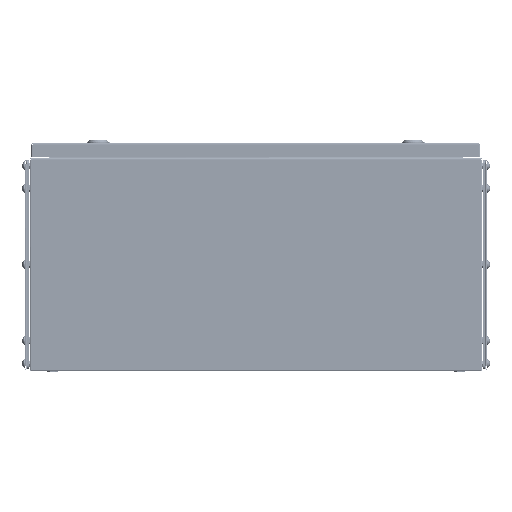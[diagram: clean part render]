
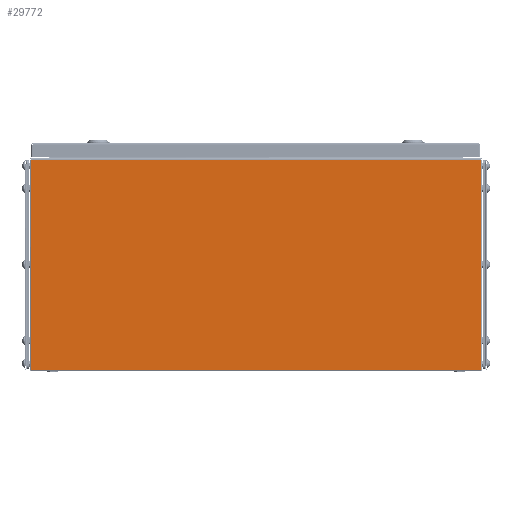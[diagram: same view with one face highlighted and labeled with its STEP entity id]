
A CAD part, left-side view. The second image highlights one B-rep face of the part: STEP entity #29772.
In plain terms, the highlighted planar face has unit normal (-1, 0, 0).
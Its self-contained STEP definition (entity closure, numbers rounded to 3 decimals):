
#823 = DIRECTION ( 'NONE',  ( 0., 0., -1. ) ) ;
#2162 = EDGE_CURVE ( 'NONE', #76944, #72292, #13624, .T. ) ;
#13449 = CARTESIAN_POINT ( 'NONE',  ( -200., 0., 0. ) ) ;
#13562 = EDGE_CURVE ( 'NONE', #72292, #15899, #28989, .T. ) ;
#13624 = LINE ( 'NONE', #47796, #36089 ) ;
#14838 = LINE ( 'NONE', #42241, #26557 ) ;
#15499 = CARTESIAN_POINT ( 'NONE',  ( -200., -295.5, 277.5 ) ) ;
#15899 = VERTEX_POINT ( 'NONE', #41956 ) ;
#21097 = PLANE ( 'NONE',  #73751 ) ;
#22296 = EDGE_CURVE ( 'NONE', #15899, #55921, #14838, .T. ) ;
#23585 = VECTOR ( 'NONE', #83851, 1000. ) ;
#26557 = VECTOR ( 'NONE', #28757, 1000. ) ;
#28757 = DIRECTION ( 'NONE',  ( 0., 0., -1. ) ) ;
#28989 = LINE ( 'NONE', #15499, #29997 ) ;
#29772 = ADVANCED_FACE ( 'NONE', ( #69631 ), #21097, .F. ) ;
#29997 = VECTOR ( 'NONE', #68566, 1000. ) ;
#36089 = VECTOR ( 'NONE', #62190, 1000. ) ;
#39678 = CARTESIAN_POINT ( 'NONE',  ( -200., 295.5, 1. ) ) ;
#40848 = CARTESIAN_POINT ( 'NONE',  ( -200., -295.5, 1. ) ) ;
#41956 = CARTESIAN_POINT ( 'NONE',  ( -200., 295.5, 277.5 ) ) ;
#42241 = CARTESIAN_POINT ( 'NONE',  ( -200., 295.5, 0. ) ) ;
#45086 = EDGE_LOOP ( 'NONE', ( #52689, #83255, #57372, #50927 ) ) ;
#47639 = EDGE_CURVE ( 'NONE', #76944, #55921, #63174, .T. ) ;
#47796 = CARTESIAN_POINT ( 'NONE',  ( -200., -295.5, 0. ) ) ;
#49670 = CARTESIAN_POINT ( 'NONE',  ( -200., 295.5, 1. ) ) ;
#50927 = ORIENTED_EDGE ( 'NONE', *, *, #2162, .T. ) ;
#52689 = ORIENTED_EDGE ( 'NONE', *, *, #13562, .T. ) ;
#54795 = DIRECTION ( 'NONE',  ( 1., 0., 0. ) ) ;
#55921 = VERTEX_POINT ( 'NONE', #39678 ) ;
#57372 = ORIENTED_EDGE ( 'NONE', *, *, #47639, .F. ) ;
#62190 = DIRECTION ( 'NONE',  ( 0., 0., 1. ) ) ;
#63174 = LINE ( 'NONE', #49670, #23585 ) ;
#68566 = DIRECTION ( 'NONE',  ( 0., 1., 0. ) ) ;
#69631 = FACE_OUTER_BOUND ( 'NONE', #45086, .T. ) ;
#72292 = VERTEX_POINT ( 'NONE', #82655 ) ;
#73751 = AXIS2_PLACEMENT_3D ( 'NONE', #13449, #54795, #823 ) ;
#76944 = VERTEX_POINT ( 'NONE', #40848 ) ;
#82655 = CARTESIAN_POINT ( 'NONE',  ( -200., -295.5, 277.5 ) ) ;
#83255 = ORIENTED_EDGE ( 'NONE', *, *, #22296, .T. ) ;
#83851 = DIRECTION ( 'NONE',  ( 0., 1., 0. ) ) ;
